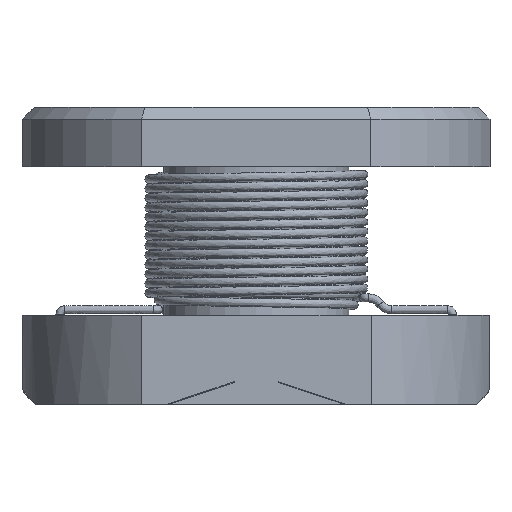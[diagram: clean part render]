
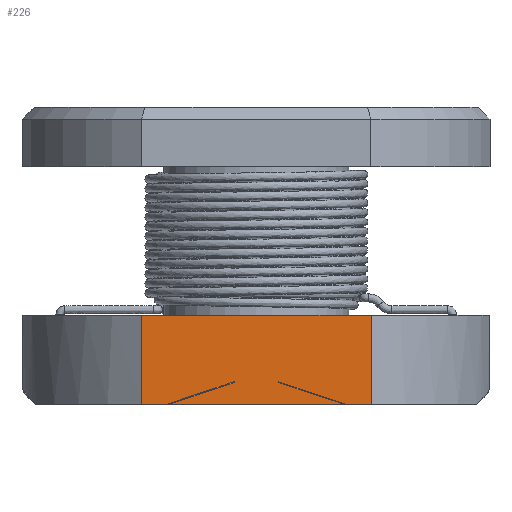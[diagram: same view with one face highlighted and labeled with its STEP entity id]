
A CAD part, front view. The second image highlights one B-rep face of the part: STEP entity #226.
In plain terms, the highlighted planar face has unit normal (0, -1, 0).
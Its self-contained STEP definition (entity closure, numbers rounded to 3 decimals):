
#226 = ADVANCED_FACE( '', ( #581 ), #582, .T. );
#581 = FACE_OUTER_BOUND( '', #1116, .T. );
#582 = PLANE( '', #1117 );
#1116 = EDGE_LOOP( '', ( #4873, #4874, #4875, #4876 ) );
#1117 = AXIS2_PLACEMENT_3D( '', #4877, #4878, #4879 );
#4873 = ORIENTED_EDGE( '', *, *, #6526, .F. );
#4874 = ORIENTED_EDGE( '', *, *, #6527, .F. );
#4875 = ORIENTED_EDGE( '', *, *, #6528, .T. );
#4876 = ORIENTED_EDGE( '', *, *, #6529, .T. );
#4877 = CARTESIAN_POINT( '', ( 1.936, -3.5, 1.5 ) );
#4878 = DIRECTION( '', ( 0., -1., 0. ) );
#4879 = DIRECTION( '', ( 0., 0., -1. ) );
#6526 = EDGE_CURVE( '', #7159, #7160, #7161, .T. );
#6527 = EDGE_CURVE( '', #7162, #7159, #7163, .T. );
#6528 = EDGE_CURVE( '', #7162, #7164, #7165, .T. );
#6529 = EDGE_CURVE( '', #7164, #7160, #7166, .T. );
#7159 = VERTEX_POINT( '', #8310 );
#7160 = VERTEX_POINT( '', #8311 );
#7161 = LINE( '', #8312, #8313 );
#7162 = VERTEX_POINT( '', #8314 );
#7163 = LINE( '', #8315, #8316 );
#7164 = VERTEX_POINT( '', #8317 );
#7165 = LINE( '', #8318, #8319 );
#7166 = LINE( '', #8320, #8321 );
#8310 = CARTESIAN_POINT( '', ( 1.936, -3.5, 0. ) );
#8311 = CARTESIAN_POINT( '', ( -1.936, -3.5, 0. ) );
#8312 = CARTESIAN_POINT( '', ( 1.936, -3.5, 0. ) );
#8313 = VECTOR( '', #10234, 1000. );
#8314 = CARTESIAN_POINT( '', ( 1.936, -3.5, 1.5 ) );
#8315 = CARTESIAN_POINT( '', ( 1.936, -3.5, 1.5 ) );
#8316 = VECTOR( '', #10235, 1000. );
#8317 = CARTESIAN_POINT( '', ( -1.936, -3.5, 1.5 ) );
#8318 = CARTESIAN_POINT( '', ( 1.936, -3.5, 1.5 ) );
#8319 = VECTOR( '', #10236, 1000. );
#8320 = CARTESIAN_POINT( '', ( -1.936, -3.5, 1.5 ) );
#8321 = VECTOR( '', #10237, 1000. );
#10234 = DIRECTION( '', ( -1., 0., 0. ) );
#10235 = DIRECTION( '', ( 0., 0., -1. ) );
#10236 = DIRECTION( '', ( -1., 0., 0. ) );
#10237 = DIRECTION( '', ( 0., 0., -1. ) );
